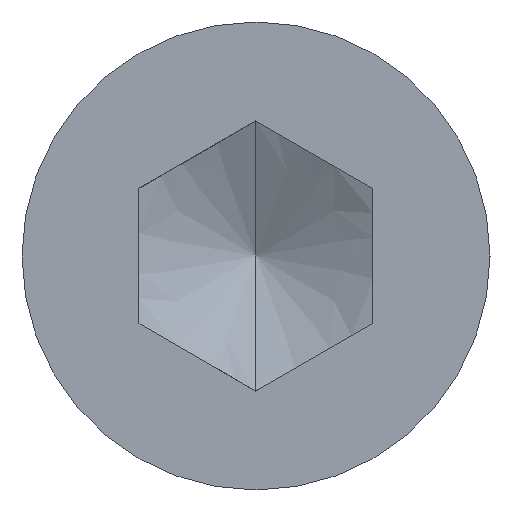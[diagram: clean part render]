
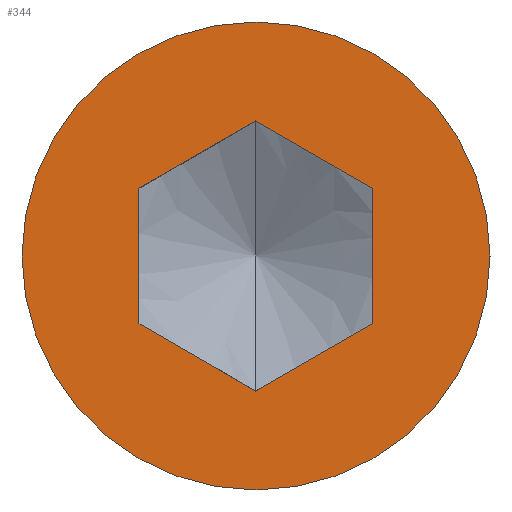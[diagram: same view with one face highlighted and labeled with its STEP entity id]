
A CAD part, left-side view. The second image highlights one B-rep face of the part: STEP entity #344.
In plain terms, the highlighted planar face has unit normal (-1, 0, 0).
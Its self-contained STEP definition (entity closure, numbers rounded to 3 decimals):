
#2 = CARTESIAN_POINT ( 'NONE',  ( 0., 0., 0. ) ) ;
#5 = AXIS2_PLACEMENT_3D ( 'NONE', #43, #139, #370 ) ;
#13 = VERTEX_POINT ( 'NONE', #410 ) ;
#16 = VECTOR ( 'NONE', #62, 1000. ) ;
#18 = AXIS2_PLACEMENT_3D ( 'NONE', #2, #204, #108 ) ;
#27 = ORIENTED_EDGE ( 'NONE', *, *, #331, .T. ) ;
#43 = CARTESIAN_POINT ( 'NONE',  ( 0., 0., 0. ) ) ;
#48 = FACE_BOUND ( 'NONE', #353, .T. ) ;
#49 = VERTEX_POINT ( 'NONE', #435 ) ;
#51 = EDGE_CURVE ( 'NONE', #49, #328, #392, .T. ) ;
#55 = DIRECTION ( 'NONE',  ( 0., 0.866, -0.5 ) ) ;
#61 = EDGE_CURVE ( 'NONE', #343, #128, #185, .T. ) ;
#62 = DIRECTION ( 'NONE',  ( 0., -0.866, 0.5 ) ) ;
#63 = VECTOR ( 'NONE', #337, 1000. ) ;
#76 = DIRECTION ( 'NONE',  ( 0., -0.866, -0.5 ) ) ;
#82 = LINE ( 'NONE', #148, #247 ) ;
#83 = ORIENTED_EDGE ( 'NONE', *, *, #313, .F. ) ;
#108 = DIRECTION ( 'NONE',  ( 0., 0., -1. ) ) ;
#117 = CARTESIAN_POINT ( 'NONE',  ( 0., 0., -0.866 ) ) ;
#127 = CIRCLE ( 'NONE', #270, 1.5 ) ;
#128 = VERTEX_POINT ( 'NONE', #304 ) ;
#129 = ORIENTED_EDGE ( 'NONE', *, *, #388, .F. ) ;
#132 = VECTOR ( 'NONE', #217, 1000. ) ;
#139 = DIRECTION ( 'NONE',  ( -1., 0., 0. ) ) ;
#148 = CARTESIAN_POINT ( 'NONE',  ( 0., 0.75, -0.433 ) ) ;
#153 = CARTESIAN_POINT ( 'NONE',  ( 0., -0.75, -0.433 ) ) ;
#165 = CARTESIAN_POINT ( 'NONE',  ( 0., 0., -0.866 ) ) ;
#169 = PLANE ( 'NONE',  #18 ) ;
#178 = DIRECTION ( 'NONE',  ( 0., 0.866, 0.5 ) ) ;
#179 = DIRECTION ( 'NONE',  ( 0., 0., 1. ) ) ;
#184 = EDGE_CURVE ( 'NONE', #325, #291, #218, .T. ) ;
#185 = LINE ( 'NONE', #200, #63 ) ;
#198 = CARTESIAN_POINT ( 'NONE',  ( 0., -0.75, 0.433 ) ) ;
#200 = CARTESIAN_POINT ( 'NONE',  ( 0., 0.75, 0.433 ) ) ;
#204 = DIRECTION ( 'NONE',  ( 1., 0., 0. ) ) ;
#216 = DIRECTION ( 'NONE',  ( -1., 0., 0. ) ) ;
#217 = DIRECTION ( 'NONE',  ( 0., 0., 1. ) ) ;
#218 = LINE ( 'NONE', #165, #16 ) ;
#236 = CARTESIAN_POINT ( 'NONE',  ( 0., 0., -1.5 ) ) ;
#237 = CARTESIAN_POINT ( 'NONE',  ( 0., -0.75, -0.433 ) ) ;
#238 = ORIENTED_EDGE ( 'NONE', *, *, #61, .F. ) ;
#247 = VECTOR ( 'NONE', #76, 1000. ) ;
#251 = ORIENTED_EDGE ( 'NONE', *, *, #51, .F. ) ;
#253 = EDGE_CURVE ( 'NONE', #328, #343, #300, .T. ) ;
#260 = VECTOR ( 'NONE', #55, 1000. ) ;
#265 = EDGE_LOOP ( 'NONE', ( #359, #27 ) ) ;
#270 = AXIS2_PLACEMENT_3D ( 'NONE', #280, #216, #179 ) ;
#278 = CARTESIAN_POINT ( 'NONE',  ( 0., 0.75, 0.433 ) ) ;
#280 = CARTESIAN_POINT ( 'NONE',  ( 0., 0., 0. ) ) ;
#291 = VERTEX_POINT ( 'NONE', #237 ) ;
#294 = CARTESIAN_POINT ( 'NONE',  ( 0., 0., 0.866 ) ) ;
#295 = FACE_OUTER_BOUND ( 'NONE', #265, .T. ) ;
#300 = LINE ( 'NONE', #294, #260 ) ;
#301 = ORIENTED_EDGE ( 'NONE', *, *, #253, .F. ) ;
#304 = CARTESIAN_POINT ( 'NONE',  ( 0., 0.75, -0.433 ) ) ;
#307 = CIRCLE ( 'NONE', #5, 1.5 ) ;
#308 = VECTOR ( 'NONE', #178, 1000. ) ;
#313 = EDGE_CURVE ( 'NONE', #128, #325, #82, .T. ) ;
#325 = VERTEX_POINT ( 'NONE', #117 ) ;
#328 = VERTEX_POINT ( 'NONE', #418 ) ;
#331 = EDGE_CURVE ( 'NONE', #434, #13, #127, .T. ) ;
#337 = DIRECTION ( 'NONE',  ( 0., 0., -1. ) ) ;
#343 = VERTEX_POINT ( 'NONE', #278 ) ;
#344 = ADVANCED_FACE ( 'NONE', ( #295, #48 ), #169, .F. ) ;
#353 = EDGE_LOOP ( 'NONE', ( #301, #251, #129, #432, #83, #238 ) ) ;
#359 = ORIENTED_EDGE ( 'NONE', *, *, #412, .T. ) ;
#370 = DIRECTION ( 'NONE',  ( 0., 0., 1. ) ) ;
#388 = EDGE_CURVE ( 'NONE', #291, #49, #400, .T. ) ;
#392 = LINE ( 'NONE', #198, #308 ) ;
#400 = LINE ( 'NONE', #153, #132 ) ;
#410 = CARTESIAN_POINT ( 'NONE',  ( 0., 0., 1.5 ) ) ;
#412 = EDGE_CURVE ( 'NONE', #13, #434, #307, .T. ) ;
#418 = CARTESIAN_POINT ( 'NONE',  ( 0., 0., 0.866 ) ) ;
#432 = ORIENTED_EDGE ( 'NONE', *, *, #184, .F. ) ;
#434 = VERTEX_POINT ( 'NONE', #236 ) ;
#435 = CARTESIAN_POINT ( 'NONE',  ( 0., -0.75, 0.433 ) ) ;
